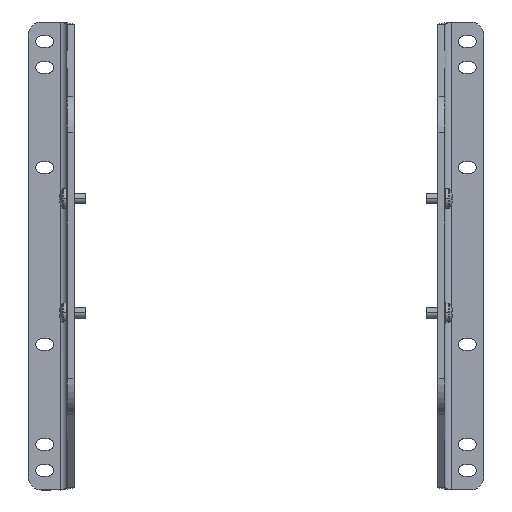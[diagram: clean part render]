
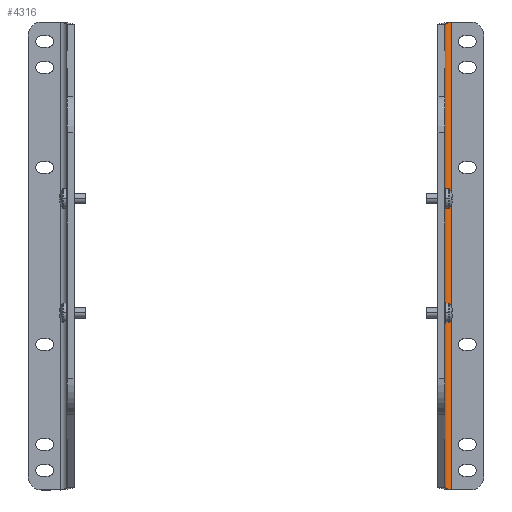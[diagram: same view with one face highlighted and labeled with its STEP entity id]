
A CAD part, top view. The second image highlights one B-rep face of the part: STEP entity #4316.
In plain terms, the highlighted cylindrical face has radius 3.416 mm (diameter 6.833 mm), a partial arc.
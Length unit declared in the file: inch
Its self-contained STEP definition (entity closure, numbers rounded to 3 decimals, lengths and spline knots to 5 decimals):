
#31 = CARTESIAN_POINT ( 'NONE',  ( 0.375, 4.44697, 0.1345 ) ) ;
#191 = CARTESIAN_POINT ( 'NONE',  ( 0.30012, -4.48453, 0.01361 ) ) ;
#399 = CARTESIAN_POINT ( 'NONE',  ( 0.37072, 4.45579, 0.09971 ) ) ;
#426 = B_SPLINE_CURVE_WITH_KNOTS ( 'NONE', 3,
 ( #818, #4746, #5797, #1353, #3374, #191, #5825, #3745, #1319, #6261, #783, #6364, #2818, #2852, #4378, #5763 ),
 .UNSPECIFIED., .F., .F.,
 ( 4, 2, 2, 2, 2, 2, 2, 4 ),
 ( 0., 0.00069, 0.00138, 0.00206, 0.00275, 0.00344, 0.00413, 0.0055 ),
 .UNSPECIFIED. ) ;
#783 = CARTESIAN_POINT ( 'NONE',  ( 0.34735, -4.4691, 0.05234 ) ) ;
#818 = CARTESIAN_POINT ( 'NONE',  ( 0.2405, -4.5, 0. ) ) ;
#859 = CARTESIAN_POINT ( 'NONE',  ( 0.30016, 4.48452, 0.01364 ) ) ;
#892 = CARTESIAN_POINT ( 'NONE',  ( 0.27588, 4.49112, 0.00356 ) ) ;
#959 = CARTESIAN_POINT ( 'NONE',  ( 0.34752, 4.46903, 0.05256 ) ) ;
#1077 = EDGE_CURVE ( 'NONE', #2569, #5330, #4917, .T. ) ;
#1229 = ORIENTED_EDGE ( 'NONE', *, *, #1899, .T. ) ;
#1281 = ORIENTED_EDGE ( 'NONE', *, *, #2624, .T. ) ;
#1319 = CARTESIAN_POINT ( 'NONE',  ( 0.32936, -4.4757, 0.03315 ) ) ;
#1353 = CARTESIAN_POINT ( 'NONE',  ( 0.27529, -4.49118, 0.00428 ) ) ;
#1468 = CARTESIAN_POINT ( 'NONE',  ( 0.25826, 4.49554, 0. ) ) ;
#1480 = CYLINDRICAL_SURFACE ( 'NONE', #1657, 0.1345 ) ;
#1509 = ORIENTED_EDGE ( 'NONE', *, *, #1894, .T. ) ;
#1530 = CARTESIAN_POINT ( 'NONE',  ( 0.32266, 4.47787, 0.02765 ) ) ;
#1657 = AXIS2_PLACEMENT_3D ( 'NONE', #1876, #3905, #5421 ) ;
#1706 = CARTESIAN_POINT ( 'NONE',  ( 0.2405, 4.5, 0. ) ) ;
#1876 = CARTESIAN_POINT ( 'NONE',  ( 0.2405, 4.5, 0.1345 ) ) ;
#1894 = EDGE_CURVE ( 'NONE', #5330, #4143, #4325, .T. ) ;
#1899 = EDGE_CURVE ( 'NONE', #4143, #5347, #2061, .T. ) ;
#1929 = ORIENTED_EDGE ( 'NONE', *, *, #1077, .T. ) ;
#2025 = CARTESIAN_POINT ( 'NONE',  ( 0.2405, 4.5, 0. ) ) ;
#2061 = LINE ( 'NONE', #2025, #4281 ) ;
#2381 = DIRECTION ( 'NONE',  ( 0., 1., 0. ) ) ;
#2554 = CARTESIAN_POINT ( 'NONE',  ( 0.2405, 4.5, 0. ) ) ;
#2569 = VERTEX_POINT ( 'NONE', #3219 ) ;
#2624 = EDGE_CURVE ( 'NONE', #5347, #2569, #426, .T. ) ;
#2653 = CARTESIAN_POINT ( 'NONE',  ( 0.2405, -4.5, 0. ) ) ;
#2818 = CARTESIAN_POINT ( 'NONE',  ( 0.36136, -4.46245, 0.07484 ) ) ;
#2852 = CARTESIAN_POINT ( 'NONE',  ( 0.37144, -4.45586, 0.09912 ) ) ;
#3219 = CARTESIAN_POINT ( 'NONE',  ( 0.375, -4.44697, 0.1345 ) ) ;
#3374 = CARTESIAN_POINT ( 'NONE',  ( 0.28381, -4.48896, 0.00686 ) ) ;
#3421 = CARTESIAN_POINT ( 'NONE',  ( 0.37413, 4.45139, 0.11688 ) ) ;
#3467 = FACE_OUTER_BOUND ( 'NONE', #5774, .T. ) ;
#3489 = CARTESIAN_POINT ( 'NONE',  ( 0.36139, 4.46244, 0.07488 ) ) ;
#3745 = CARTESIAN_POINT ( 'NONE',  ( 0.32244, -4.47794, 0.02748 ) ) ;
#3905 = DIRECTION ( 'NONE',  ( 0., 1., 0. ) ) ;
#3988 = CARTESIAN_POINT ( 'NONE',  ( 0.30803, 4.48229, 0.01785 ) ) ;
#4143 = VERTEX_POINT ( 'NONE', #1706 ) ;
#4281 = VECTOR ( 'NONE', #4454, 39.37008 ) ;
#4316 = ADVANCED_FACE ( 'NONE', ( #3467 ), #1480, .F. ) ;
#4325 = B_SPLINE_CURVE_WITH_KNOTS ( 'NONE', 3,
 ( #31, #5019, #3421, #399, #4554, #3489, #4521, #959, #5544, #4487, #1530, #3988, #859, #892, #1468, #2554 ),
 .UNSPECIFIED., .F., .F.,
 ( 4, 2, 2, 2, 2, 2, 2, 4 ),
 ( 0., 0.00069, 0.00138, 0.00206, 0.00275, 0.00344, 0.00413, 0.0055 ),
 .UNSPECIFIED. ) ;
#4378 = CARTESIAN_POINT ( 'NONE',  ( 0.375, -4.45143, 0.11674 ) ) ;
#4454 = DIRECTION ( 'NONE',  ( 0., -1., 0. ) ) ;
#4487 = CARTESIAN_POINT ( 'NONE',  ( 0.32943, 4.47568, 0.03321 ) ) ;
#4521 = CARTESIAN_POINT ( 'NONE',  ( 0.35726, 4.46463, 0.06716 ) ) ;
#4554 = CARTESIAN_POINT ( 'NONE',  ( 0.36814, 4.45801, 0.09119 ) ) ;
#4746 = CARTESIAN_POINT ( 'NONE',  ( 0.24938, -4.49777, 0. ) ) ;
#4917 = LINE ( 'NONE', #6534, #5123 ) ;
#5019 = CARTESIAN_POINT ( 'NONE',  ( 0.375, 4.4492, 0.12562 ) ) ;
#5123 = VECTOR ( 'NONE', #2381, 39.37008 ) ;
#5146 = CARTESIAN_POINT ( 'NONE',  ( 0.375, 4.44697, 0.1345 ) ) ;
#5330 = VERTEX_POINT ( 'NONE', #5146 ) ;
#5347 = VERTEX_POINT ( 'NONE', #2653 ) ;
#5421 = DIRECTION ( 'NONE',  ( 1., 0., 0. ) ) ;
#5544 = CARTESIAN_POINT ( 'NONE',  ( 0.34185, 4.47127, 0.04564 ) ) ;
#5763 = CARTESIAN_POINT ( 'NONE',  ( 0.375, -4.44697, 0.1345 ) ) ;
#5774 = EDGE_LOOP ( 'NONE', ( #1229, #1281, #1929, #1509 ) ) ;
#5797 = CARTESIAN_POINT ( 'NONE',  ( 0.25812, -4.49558, 0.00087 ) ) ;
#5825 = CARTESIAN_POINT ( 'NONE',  ( 0.30784, -4.48234, 0.01774 ) ) ;
#6261 = CARTESIAN_POINT ( 'NONE',  ( 0.34179, -4.47129, 0.04557 ) ) ;
#6364 = CARTESIAN_POINT ( 'NONE',  ( 0.35715, -4.46468, 0.06697 ) ) ;
#6534 = CARTESIAN_POINT ( 'NONE',  ( 0.375, -4.44697, 0.1345 ) ) ;
